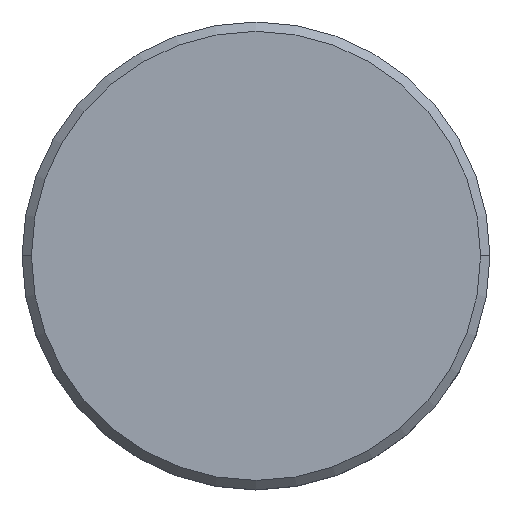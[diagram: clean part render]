
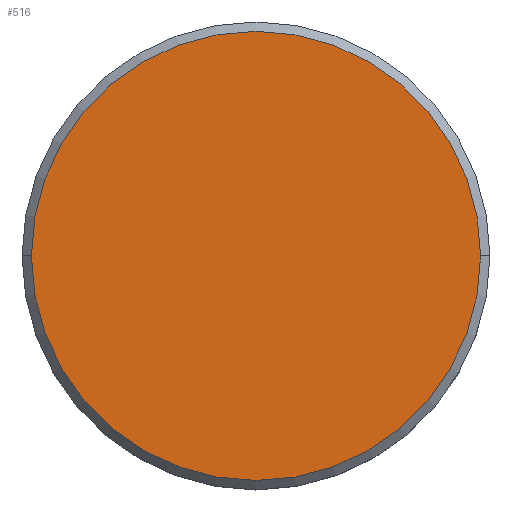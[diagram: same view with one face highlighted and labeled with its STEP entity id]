
A CAD part, top view. The second image highlights one B-rep face of the part: STEP entity #516.
In plain terms, the highlighted planar face has unit normal (0, 0, 1).
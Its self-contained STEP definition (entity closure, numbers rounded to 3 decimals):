
#14 = ORIENTED_EDGE ( 'NONE', *, *, #895, .T. ) ;
#74 = CARTESIAN_POINT ( 'NONE',  ( 0., 0., 0. ) ) ;
#143 = CIRCLE ( 'NONE', #426, 12. ) ;
#148 = AXIS2_PLACEMENT_3D ( 'NONE', #74, #879, #246 ) ;
#187 = CIRCLE ( 'NONE', #148, 12. ) ;
#224 = ORIENTED_EDGE ( 'NONE', *, *, #437, .T. ) ;
#226 = CARTESIAN_POINT ( 'NONE',  ( 0., 0., 0. ) ) ;
#246 = DIRECTION ( 'NONE',  ( 1., 0., 0. ) ) ;
#288 = DIRECTION ( 'NONE',  ( 1., 0., 0. ) ) ;
#308 = CARTESIAN_POINT ( 'NONE',  ( -12., 0., 0. ) ) ;
#315 = VERTEX_POINT ( 'NONE', #910 ) ;
#426 = AXIS2_PLACEMENT_3D ( 'NONE', #729, #932, #288 ) ;
#437 = EDGE_CURVE ( 'NONE', #1072, #315, #143, .T. ) ;
#516 = ADVANCED_FACE ( 'NONE', ( #676 ), #746, .T. ) ;
#585 = DIRECTION ( 'NONE',  ( 1., 0., 0. ) ) ;
#676 = FACE_OUTER_BOUND ( 'NONE', #1038, .T. ) ;
#729 = CARTESIAN_POINT ( 'NONE',  ( 0., 0., 0. ) ) ;
#746 = PLANE ( 'NONE',  #1125 ) ;
#879 = DIRECTION ( 'NONE',  ( 0., 0., 1. ) ) ;
#895 = EDGE_CURVE ( 'NONE', #315, #1072, #187, .T. ) ;
#910 = CARTESIAN_POINT ( 'NONE',  ( 12., 0., 0. ) ) ;
#932 = DIRECTION ( 'NONE',  ( 0., 0., 1. ) ) ;
#952 = DIRECTION ( 'NONE',  ( 0., 0., 1. ) ) ;
#1038 = EDGE_LOOP ( 'NONE', ( #224, #14 ) ) ;
#1072 = VERTEX_POINT ( 'NONE', #308 ) ;
#1125 = AXIS2_PLACEMENT_3D ( 'NONE', #226, #952, #585 ) ;
